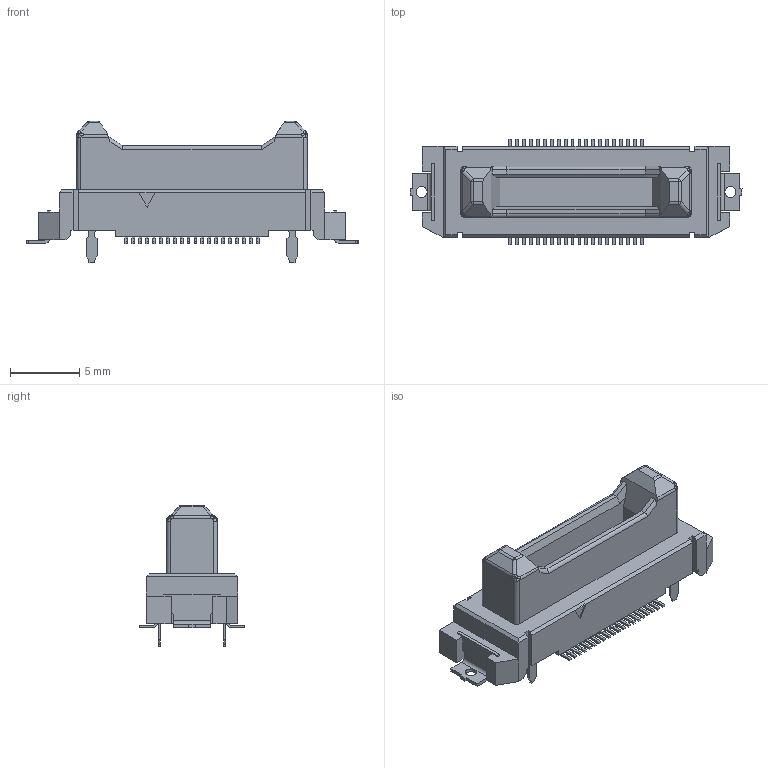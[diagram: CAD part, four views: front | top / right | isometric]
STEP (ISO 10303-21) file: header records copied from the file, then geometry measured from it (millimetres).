
FILE_DESCRIPTION (( 'STEP AP214' ), '1' );
FILE_NAME ('FX23L-40P-0.5SV10_Import.STEP', '2021-03-12T13:22:02', ( '' ), ( '' ), 'SwSTEP 2.0', 'SolidWorks 2020', '' );
FILE_SCHEMA (( 'AUTOMOTIVE_DESIGN' ));
Length unit declared in the file: millimetre
Products named in the file (1): FX23L-40P-0.5SV10_Import
Bounding box: 24 x 7.6 x 10.2 mm (x, y, z)
Volume: 555.7 mm3; surface area: 803.9 mm2
Topology: 1 solids, 1 shells, 689 faces, 1882 edges, 1240 vertices
Faces by surface type: plane 547, cylinder 114, bspline 24, sphere 4
Entity records: 29098 total; most frequent: CARTESIAN_POINT 6795, ORIENTED_EDGE 3764, DIRECTION 3366, EDGE_CURVE 1882, LINE 1602, VECTOR 1602, VERTEX_POINT 1240, AXIS2_PLACEMENT_3D 882
